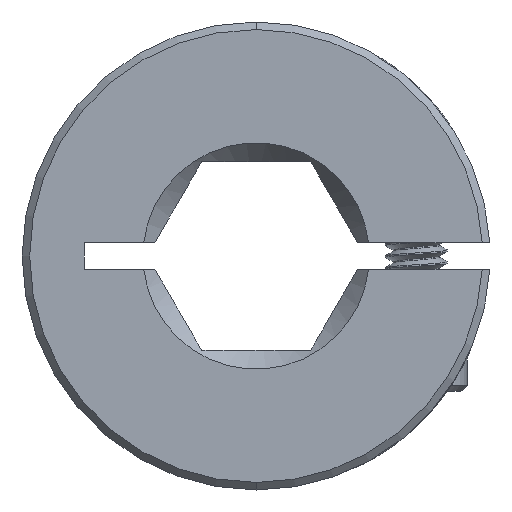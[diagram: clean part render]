
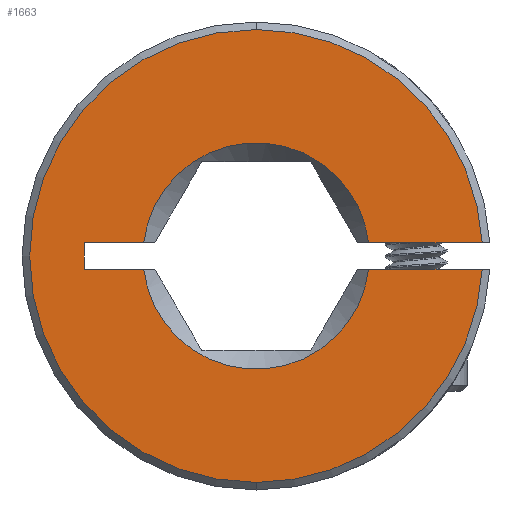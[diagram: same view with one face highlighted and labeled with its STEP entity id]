
A CAD part, front view. The second image highlights one B-rep face of the part: STEP entity #1663.
In plain terms, the highlighted planar face has unit normal (0, -1, 0).
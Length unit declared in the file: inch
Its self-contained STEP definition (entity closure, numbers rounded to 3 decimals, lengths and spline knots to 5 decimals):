
#13 = CARTESIAN_POINT ( 'NONE',  ( 0., 0., 0. ) ) ;
#20 = LINE ( 'NONE', #4022, #4844 ) ;
#292 = AXIS2_PLACEMENT_3D ( 'NONE', #5890, #3104, #324 ) ;
#324 = DIRECTION ( 'NONE',  ( 0., 0., 1. ) ) ;
#335 = ORIENTED_EDGE ( 'NONE', *, *, #4807, .T. ) ;
#380 = VECTOR ( 'NONE', #3095, 39.37008 ) ;
#456 = AXIS2_PLACEMENT_3D ( 'NONE', #3048, #2972, #2077 ) ;
#515 = CIRCLE ( 'NONE', #4675, 0.6 ) ;
#861 = CARTESIAN_POINT ( 'NONE',  ( 0., 0., 0.6 ) ) ;
#1073 = LINE ( 'NONE', #4523, #2094 ) ;
#1098 = DIRECTION ( 'NONE',  ( 0., 0., 1. ) ) ;
#1193 = VERTEX_POINT ( 'NONE', #3632 ) ;
#1213 = VERTEX_POINT ( 'NONE', #4529 ) ;
#1290 = CARTESIAN_POINT ( 'NONE',  ( 0., 0., 0. ) ) ;
#1376 = LINE ( 'NONE', #2776, #3856 ) ;
#1663 = ADVANCED_FACE ( 'NONE', ( #4850 ), #5333, .F. ) ;
#1720 = DIRECTION ( 'NONE',  ( 0., -1., 0. ) ) ;
#1773 = CARTESIAN_POINT ( 'NONE',  ( 0., 0., -0.6 ) ) ;
#1774 = DIRECTION ( 'NONE',  ( 0., 1., 0. ) ) ;
#1828 = DIRECTION ( 'NONE',  ( -1., 0., 0. ) ) ;
#1892 = CARTESIAN_POINT ( 'NONE',  ( -0.455, 0., 0.035 ) ) ;
#1950 = ORIENTED_EDGE ( 'NONE', *, *, #2852, .T. ) ;
#2029 = ORIENTED_EDGE ( 'NONE', *, *, #2760, .T. ) ;
#2077 = DIRECTION ( 'NONE',  ( -1., 0., 0. ) ) ;
#2089 = ORIENTED_EDGE ( 'NONE', *, *, #2394, .T. ) ;
#2094 = VECTOR ( 'NONE', #2673, 39.37008 ) ;
#2182 = CIRCLE ( 'NONE', #3703, 0.6 ) ;
#2394 = EDGE_CURVE ( 'NONE', #5773, #3283, #5393, .T. ) ;
#2489 = CARTESIAN_POINT ( 'NONE',  ( 0.29795, 0., 0.035 ) ) ;
#2673 = DIRECTION ( 'NONE',  ( 1., 0., 0. ) ) ;
#2760 = EDGE_CURVE ( 'NONE', #1193, #3233, #4449, .T. ) ;
#2776 = CARTESIAN_POINT ( 'NONE',  ( -0.455, 0., -0.035 ) ) ;
#2807 = DIRECTION ( 'NONE',  ( 1., 0., 0. ) ) ;
#2852 = EDGE_CURVE ( 'NONE', #3539, #4944, #515, .T. ) ;
#2868 = CARTESIAN_POINT ( 'NONE',  ( 0.59898, 0., -0.035 ) ) ;
#2972 = DIRECTION ( 'NONE',  ( 0., 1., 0. ) ) ;
#3000 = CARTESIAN_POINT ( 'NONE',  ( 0.29795, 0., -0.035 ) ) ;
#3048 = CARTESIAN_POINT ( 'NONE',  ( 0., 0., 0. ) ) ;
#3054 = CARTESIAN_POINT ( 'NONE',  ( -0.29795, 0., -0.035 ) ) ;
#3069 = CARTESIAN_POINT ( 'NONE',  ( -0.455, 0., -0.035 ) ) ;
#3095 = DIRECTION ( 'NONE',  ( 0., 0., 1. ) ) ;
#3104 = DIRECTION ( 'NONE',  ( 0., -1., 0. ) ) ;
#3156 = DIRECTION ( 'NONE',  ( 0., 0., 1. ) ) ;
#3233 = VERTEX_POINT ( 'NONE', #4077 ) ;
#3283 = VERTEX_POINT ( 'NONE', #3054 ) ;
#3286 = EDGE_CURVE ( 'NONE', #3313, #4176, #4466, .T. ) ;
#3313 = VERTEX_POINT ( 'NONE', #1773 ) ;
#3317 = EDGE_LOOP ( 'NONE', ( #4321, #2089, #3844, #2029, #4849, #5545, #4760, #1950, #335, #4511 ) ) ;
#3539 = VERTEX_POINT ( 'NONE', #3816 ) ;
#3630 = LINE ( 'NONE', #1892, #4428 ) ;
#3632 = CARTESIAN_POINT ( 'NONE',  ( -0.455, 0., -0.035 ) ) ;
#3666 = EDGE_CURVE ( 'NONE', #1213, #5167, #4474, .T. ) ;
#3703 = AXIS2_PLACEMENT_3D ( 'NONE', #5011, #1720, #5408 ) ;
#3816 = CARTESIAN_POINT ( 'NONE',  ( 0.59898, 0., 0.035 ) ) ;
#3820 = EDGE_CURVE ( 'NONE', #3283, #1193, #20, .T. ) ;
#3844 = ORIENTED_EDGE ( 'NONE', *, *, #3820, .T. ) ;
#3856 = VECTOR ( 'NONE', #1828, 39.37008 ) ;
#4022 = CARTESIAN_POINT ( 'NONE',  ( -0.455, 0., -0.035 ) ) ;
#4077 = CARTESIAN_POINT ( 'NONE',  ( -0.455, 0., 0.035 ) ) ;
#4176 = VERTEX_POINT ( 'NONE', #2868 ) ;
#4216 = AXIS2_PLACEMENT_3D ( 'NONE', #5785, #5261, #1098 ) ;
#4321 = ORIENTED_EDGE ( 'NONE', *, *, #5012, .T. ) ;
#4428 = VECTOR ( 'NONE', #2807, 39.37008 ) ;
#4449 = LINE ( 'NONE', #3069, #380 ) ;
#4466 = CIRCLE ( 'NONE', #292, 0.6 ) ;
#4474 = CIRCLE ( 'NONE', #456, 0.3 ) ;
#4511 = ORIENTED_EDGE ( 'NONE', *, *, #3286, .T. ) ;
#4523 = CARTESIAN_POINT ( 'NONE',  ( -0.455, 0., 0.035 ) ) ;
#4529 = CARTESIAN_POINT ( 'NONE',  ( -0.29795, 0., 0.035 ) ) ;
#4654 = DIRECTION ( 'NONE',  ( 0., 0., 1. ) ) ;
#4673 = DIRECTION ( 'NONE',  ( 0., -1., 0. ) ) ;
#4675 = AXIS2_PLACEMENT_3D ( 'NONE', #13, #4673, #4654 ) ;
#4760 = ORIENTED_EDGE ( 'NONE', *, *, #5550, .T. ) ;
#4805 = AXIS2_PLACEMENT_3D ( 'NONE', #1290, #1774, #3156 ) ;
#4807 = EDGE_CURVE ( 'NONE', #4944, #3313, #2182, .T. ) ;
#4844 = VECTOR ( 'NONE', #5471, 39.37008 ) ;
#4849 = ORIENTED_EDGE ( 'NONE', *, *, #5476, .T. ) ;
#4850 = FACE_OUTER_BOUND ( 'NONE', #3317, .T. ) ;
#4944 = VERTEX_POINT ( 'NONE', #861 ) ;
#5011 = CARTESIAN_POINT ( 'NONE',  ( 0., 0., 0. ) ) ;
#5012 = EDGE_CURVE ( 'NONE', #4176, #5773, #1376, .T. ) ;
#5167 = VERTEX_POINT ( 'NONE', #2489 ) ;
#5261 = DIRECTION ( 'NONE',  ( 0., 1., 0. ) ) ;
#5333 = PLANE ( 'NONE',  #4216 ) ;
#5393 = CIRCLE ( 'NONE', #4805, 0.3 ) ;
#5408 = DIRECTION ( 'NONE',  ( 0., 0., 1. ) ) ;
#5471 = DIRECTION ( 'NONE',  ( -1., 0., 0. ) ) ;
#5476 = EDGE_CURVE ( 'NONE', #3233, #1213, #1073, .T. ) ;
#5545 = ORIENTED_EDGE ( 'NONE', *, *, #3666, .T. ) ;
#5550 = EDGE_CURVE ( 'NONE', #5167, #3539, #3630, .T. ) ;
#5773 = VERTEX_POINT ( 'NONE', #3000 ) ;
#5785 = CARTESIAN_POINT ( 'NONE',  ( 0., 0., 0. ) ) ;
#5890 = CARTESIAN_POINT ( 'NONE',  ( 0., 0., 0. ) ) ;
